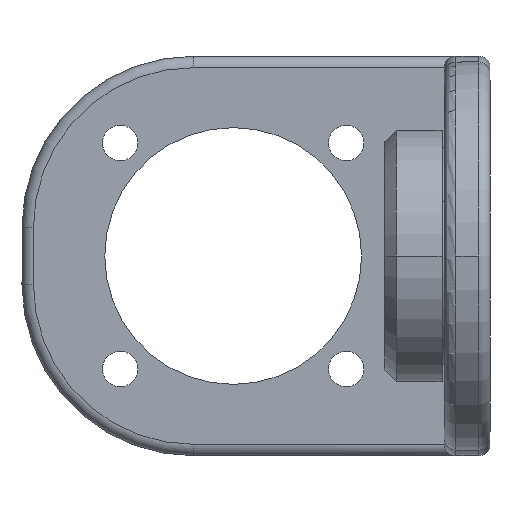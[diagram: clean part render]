
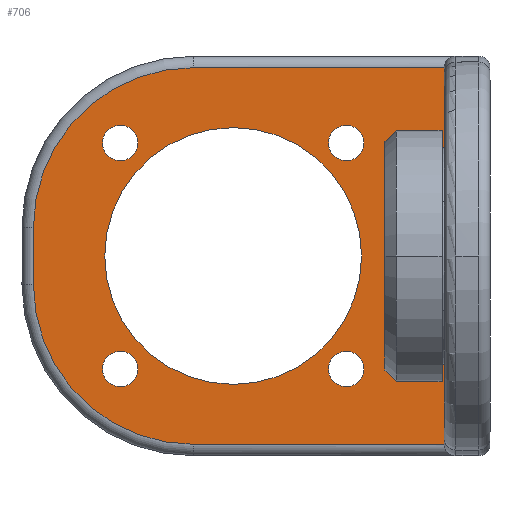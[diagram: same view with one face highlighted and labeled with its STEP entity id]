
A CAD part, front view. The second image highlights one B-rep face of the part: STEP entity #706.
In plain terms, the highlighted planar face has unit normal (0, -1, 0).
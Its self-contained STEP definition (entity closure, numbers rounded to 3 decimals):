
#12 = DIRECTION ( 'NONE',  ( 0., -1., 0. ) ) ;
#21 = FACE_OUTER_BOUND ( 'NONE', #2657, .T. ) ;
#61 = EDGE_CURVE ( 'NONE', #2137, #1515, #2659, .T. ) ;
#78 = LINE ( 'NONE', #4044, #1252 ) ;
#87 = AXIS2_PLACEMENT_3D ( 'NONE', #2990, #4352, #309 ) ;
#102 = CARTESIAN_POINT ( 'NONE',  ( -11., 253.25, 313.5 ) ) ;
#108 = VERTEX_POINT ( 'NONE', #4093 ) ;
#139 = CARTESIAN_POINT ( 'NONE',  ( -15.849, 253.25, 320.101 ) ) ;
#146 = CARTESIAN_POINT ( 'NONE',  ( -17.399, 253.25, 320.101 ) ) ;
#193 = EDGE_CURVE ( 'NONE', #4042, #2768, #1302, .T. ) ;
#212 = CARTESIAN_POINT ( 'NONE',  ( -18.949, 253.25, 339.899 ) ) ;
#217 = FACE_BOUND ( 'NONE', #2093, .T. ) ;
#282 = ORIENTED_EDGE ( 'NONE', *, *, #3239, .T. ) ;
#305 = VERTEX_POINT ( 'NONE', #2599 ) ;
#309 = DIRECTION ( 'NONE',  ( 1., 0., 0. ) ) ;
#326 = ORIENTED_EDGE ( 'NONE', *, *, #823, .F. ) ;
#397 = ORIENTED_EDGE ( 'NONE', *, *, #3414, .F. ) ;
#414 = EDGE_CURVE ( 'NONE', #108, #1408, #940, .T. ) ;
#417 = DIRECTION ( 'NONE',  ( -1., 0., 0. ) ) ;
#438 = CIRCLE ( 'NONE', #3936, 14. ) ;
#515 = DIRECTION ( 'NONE',  ( 1., 0., 0. ) ) ;
#571 = DIRECTION ( 'NONE',  ( 0., 1., 0. ) ) ;
#627 = CARTESIAN_POINT ( 'NONE',  ( -26., 253.25, 346.5 ) ) ;
#669 = ORIENTED_EDGE ( 'NONE', *, *, #1118, .F. ) ;
#676 = CARTESIAN_POINT ( 'NONE',  ( 0.849, 253.25, 320.101 ) ) ;
#688 = CARTESIAN_POINT ( 'NONE',  ( 11., 253.25, 312.5 ) ) ;
#706 = ADVANCED_FACE ( 'NONE', ( #893, #217, #3055, #1991, #3074, #21 ), #2072, .F. ) ;
#791 = ORIENTED_EDGE ( 'NONE', *, *, #414, .F. ) ;
#823 = EDGE_CURVE ( 'NONE', #1515, #2137, #3362, .T. ) ;
#849 = EDGE_CURVE ( 'NONE', #305, #1431, #438, .T. ) ;
#864 = AXIS2_PLACEMENT_3D ( 'NONE', #2082, #12, #2065 ) ;
#870 = CARTESIAN_POINT ( 'NONE',  ( -18.949, 253.25, 320.101 ) ) ;
#893 = FACE_BOUND ( 'NONE', #2544, .T. ) ;
#940 = CIRCLE ( 'NONE', #1517, 1.55 ) ;
#950 = LINE ( 'NONE', #688, #3724 ) ;
#967 = AXIS2_PLACEMENT_3D ( 'NONE', #2539, #1103, #515 ) ;
#970 = EDGE_CURVE ( 'NONE', #305, #2163, #4184, .T. ) ;
#1025 = DIRECTION ( 'NONE',  ( 0., 1., 0. ) ) ;
#1047 = EDGE_CURVE ( 'NONE', #3877, #1273, #2518, .T. ) ;
#1048 = DIRECTION ( 'NONE',  ( -1., 0., 0. ) ) ;
#1083 = CIRCLE ( 'NONE', #1668, 14. ) ;
#1102 = CARTESIAN_POINT ( 'NONE',  ( -17.399, 253.25, 339.899 ) ) ;
#1103 = DIRECTION ( 'NONE',  ( 0., -1., 0. ) ) ;
#1107 = ORIENTED_EDGE ( 'NONE', *, *, #1716, .F. ) ;
#1118 = EDGE_CURVE ( 'NONE', #1222, #2163, #1083, .T. ) ;
#1129 = CARTESIAN_POINT ( 'NONE',  ( -25., 253.25, 312.5 ) ) ;
#1132 = EDGE_LOOP ( 'NONE', ( #3124, #397 ) ) ;
#1148 = EDGE_CURVE ( 'NONE', #4423, #1993, #950, .T. ) ;
#1222 = VERTEX_POINT ( 'NONE', #102 ) ;
#1252 = VECTOR ( 'NONE', #2661, 1000. ) ;
#1265 = CARTESIAN_POINT ( 'NONE',  ( 3.75, 253.25, 330. ) ) ;
#1273 = VERTEX_POINT ( 'NONE', #3108 ) ;
#1302 = CIRCLE ( 'NONE', #864, 1.55 ) ;
#1315 = CARTESIAN_POINT ( 'NONE',  ( -25., 253.25, 327.5 ) ) ;
#1389 = CARTESIAN_POINT ( 'NONE',  ( -26., 253.25, 312.5 ) ) ;
#1390 = CIRCLE ( 'NONE', #2672, 1.55 ) ;
#1408 = VERTEX_POINT ( 'NONE', #676 ) ;
#1418 = CARTESIAN_POINT ( 'NONE',  ( 2.399, 253.25, 320.101 ) ) ;
#1419 = DIRECTION ( 'NONE',  ( 0., -1., 0. ) ) ;
#1430 = CARTESIAN_POINT ( 'NONE',  ( 11., 253.25, 346.5 ) ) ;
#1431 = VERTEX_POINT ( 'NONE', #3418 ) ;
#1447 = ORIENTED_EDGE ( 'NONE', *, *, #193, .F. ) ;
#1451 = DIRECTION ( 'NONE',  ( 1., 0., 0. ) ) ;
#1499 = CARTESIAN_POINT ( 'NONE',  ( -11., 253.25, 332.5 ) ) ;
#1515 = VERTEX_POINT ( 'NONE', #3161 ) ;
#1517 = AXIS2_PLACEMENT_3D ( 'NONE', #3435, #1419, #3705 ) ;
#1545 = CARTESIAN_POINT ( 'NONE',  ( -7.5, 253.25, 330. ) ) ;
#1668 = AXIS2_PLACEMENT_3D ( 'NONE', #3627, #571, #1934 ) ;
#1716 = EDGE_CURVE ( 'NONE', #3243, #2118, #1390, .T. ) ;
#1728 = ORIENTED_EDGE ( 'NONE', *, *, #1148, .T. ) ;
#1755 = EDGE_CURVE ( 'NONE', #1993, #1431, #2397, .T. ) ;
#1886 = DIRECTION ( 'NONE',  ( 1., 0., 0. ) ) ;
#1894 = EDGE_CURVE ( 'NONE', #2768, #4042, #4300, .T. ) ;
#1934 = DIRECTION ( 'NONE',  ( -1., 0., 0. ) ) ;
#1963 = CIRCLE ( 'NONE', #2535, 1.55 ) ;
#1991 = FACE_BOUND ( 'NONE', #3999, .T. ) ;
#1993 = VERTEX_POINT ( 'NONE', #1430 ) ;
#2052 = DIRECTION ( 'NONE',  ( 0., 0., 1. ) ) ;
#2058 = DIRECTION ( 'NONE',  ( 1., 0., 0. ) ) ;
#2065 = DIRECTION ( 'NONE',  ( 1., 0., 0. ) ) ;
#2072 = PLANE ( 'NONE',  #2514 ) ;
#2082 = CARTESIAN_POINT ( 'NONE',  ( -17.399, 253.25, 320.101 ) ) ;
#2093 = EDGE_LOOP ( 'NONE', ( #791, #2323 ) ) ;
#2118 = VERTEX_POINT ( 'NONE', #3247 ) ;
#2122 = ORIENTED_EDGE ( 'NONE', *, *, #1755, .T. ) ;
#2132 = DIRECTION ( 'NONE',  ( 1., 0., 0. ) ) ;
#2137 = VERTEX_POINT ( 'NONE', #212 ) ;
#2139 = DIRECTION ( 'NONE',  ( 0., 1., 0. ) ) ;
#2150 = DIRECTION ( 'NONE',  ( 0., -1., 0. ) ) ;
#2157 = AXIS2_PLACEMENT_3D ( 'NONE', #1545, #2202, #3579 ) ;
#2163 = VERTEX_POINT ( 'NONE', #1315 ) ;
#2202 = DIRECTION ( 'NONE',  ( 0., -1., 0. ) ) ;
#2239 = AXIS2_PLACEMENT_3D ( 'NONE', #146, #3849, #1451 ) ;
#2323 = ORIENTED_EDGE ( 'NONE', *, *, #3057, .F. ) ;
#2350 = CARTESIAN_POINT ( 'NONE',  ( 2.399, 253.25, 339.899 ) ) ;
#2370 = DIRECTION ( 'NONE',  ( 0., -1., 0. ) ) ;
#2394 = CARTESIAN_POINT ( 'NONE',  ( 0.849, 253.25, 339.899 ) ) ;
#2397 = LINE ( 'NONE', #627, #3943 ) ;
#2438 = EDGE_CURVE ( 'NONE', #2118, #3243, #2744, .T. ) ;
#2487 = CARTESIAN_POINT ( 'NONE',  ( 11., 253.25, 313.5 ) ) ;
#2514 = AXIS2_PLACEMENT_3D ( 'NONE', #1389, #1025, #1048 ) ;
#2518 = CIRCLE ( 'NONE', #2157, 11.25 ) ;
#2535 = AXIS2_PLACEMENT_3D ( 'NONE', #1418, #2774, #3179 ) ;
#2539 = CARTESIAN_POINT ( 'NONE',  ( -7.5, 253.25, 330. ) ) ;
#2544 = EDGE_LOOP ( 'NONE', ( #1447, #4127 ) ) ;
#2599 = CARTESIAN_POINT ( 'NONE',  ( -25., 253.25, 332.5 ) ) ;
#2657 = EDGE_LOOP ( 'NONE', ( #3052, #3112, #669, #282, #1728, #2122 ) ) ;
#2659 = CIRCLE ( 'NONE', #4141, 1.55 ) ;
#2661 = DIRECTION ( 'NONE',  ( 1., 0., 0. ) ) ;
#2672 = AXIS2_PLACEMENT_3D ( 'NONE', #2350, #2370, #2058 ) ;
#2744 = CIRCLE ( 'NONE', #2955, 1.55 ) ;
#2768 = VERTEX_POINT ( 'NONE', #870 ) ;
#2770 = DIRECTION ( 'NONE',  ( 0., 0., -1. ) ) ;
#2774 = DIRECTION ( 'NONE',  ( 0., -1., 0. ) ) ;
#2914 = EDGE_LOOP ( 'NONE', ( #3456, #1107 ) ) ;
#2944 = VECTOR ( 'NONE', #2770, 1000. ) ;
#2955 = AXIS2_PLACEMENT_3D ( 'NONE', #4321, #3602, #1886 ) ;
#2990 = CARTESIAN_POINT ( 'NONE',  ( -17.399, 253.25, 339.899 ) ) ;
#3052 = ORIENTED_EDGE ( 'NONE', *, *, #849, .F. ) ;
#3055 = FACE_BOUND ( 'NONE', #2914, .T. ) ;
#3057 = EDGE_CURVE ( 'NONE', #1408, #108, #1963, .T. ) ;
#3074 = FACE_BOUND ( 'NONE', #1132, .T. ) ;
#3108 = CARTESIAN_POINT ( 'NONE',  ( -18.75, 253.25, 330. ) ) ;
#3112 = ORIENTED_EDGE ( 'NONE', *, *, #970, .T. ) ;
#3124 = ORIENTED_EDGE ( 'NONE', *, *, #1047, .F. ) ;
#3161 = CARTESIAN_POINT ( 'NONE',  ( -15.849, 253.25, 339.899 ) ) ;
#3179 = DIRECTION ( 'NONE',  ( 1., 0., 0. ) ) ;
#3236 = CIRCLE ( 'NONE', #967, 11.25 ) ;
#3239 = EDGE_CURVE ( 'NONE', #1222, #4423, #78, .T. ) ;
#3243 = VERTEX_POINT ( 'NONE', #2394 ) ;
#3247 = CARTESIAN_POINT ( 'NONE',  ( 3.949, 253.25, 339.899 ) ) ;
#3362 = CIRCLE ( 'NONE', #87, 1.55 ) ;
#3414 = EDGE_CURVE ( 'NONE', #1273, #3877, #3236, .T. ) ;
#3418 = CARTESIAN_POINT ( 'NONE',  ( -11., 253.25, 346.5 ) ) ;
#3435 = CARTESIAN_POINT ( 'NONE',  ( 2.399, 253.25, 320.101 ) ) ;
#3456 = ORIENTED_EDGE ( 'NONE', *, *, #2438, .F. ) ;
#3579 = DIRECTION ( 'NONE',  ( 1., 0., 0. ) ) ;
#3602 = DIRECTION ( 'NONE',  ( 0., -1., 0. ) ) ;
#3627 = CARTESIAN_POINT ( 'NONE',  ( -11., 253.25, 327.5 ) ) ;
#3693 = ORIENTED_EDGE ( 'NONE', *, *, #61, .F. ) ;
#3705 = DIRECTION ( 'NONE',  ( 1., 0., 0. ) ) ;
#3724 = VECTOR ( 'NONE', #2052, 1000. ) ;
#3849 = DIRECTION ( 'NONE',  ( 0., -1., 0. ) ) ;
#3877 = VERTEX_POINT ( 'NONE', #1265 ) ;
#3936 = AXIS2_PLACEMENT_3D ( 'NONE', #1499, #2139, #417 ) ;
#3943 = VECTOR ( 'NONE', #4064, 1000. ) ;
#3999 = EDGE_LOOP ( 'NONE', ( #326, #3693 ) ) ;
#4042 = VERTEX_POINT ( 'NONE', #139 ) ;
#4044 = CARTESIAN_POINT ( 'NONE',  ( -26., 253.25, 313.5 ) ) ;
#4064 = DIRECTION ( 'NONE',  ( -1., 0., 0. ) ) ;
#4093 = CARTESIAN_POINT ( 'NONE',  ( 3.949, 253.25, 320.101 ) ) ;
#4127 = ORIENTED_EDGE ( 'NONE', *, *, #1894, .F. ) ;
#4141 = AXIS2_PLACEMENT_3D ( 'NONE', #1102, #2150, #2132 ) ;
#4184 = LINE ( 'NONE', #1129, #2944 ) ;
#4300 = CIRCLE ( 'NONE', #2239, 1.55 ) ;
#4321 = CARTESIAN_POINT ( 'NONE',  ( 2.399, 253.25, 339.899 ) ) ;
#4352 = DIRECTION ( 'NONE',  ( 0., -1., 0. ) ) ;
#4423 = VERTEX_POINT ( 'NONE', #2487 ) ;
